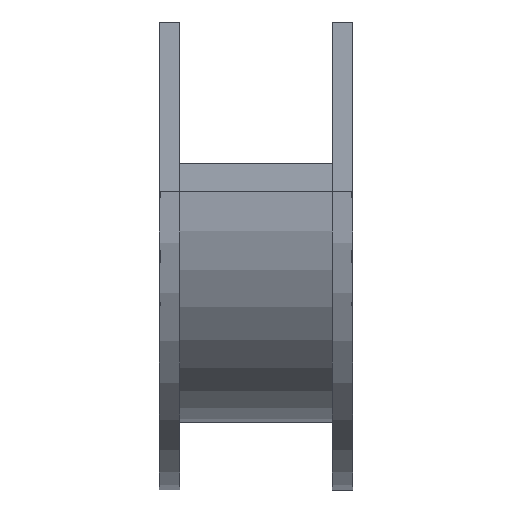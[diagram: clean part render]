
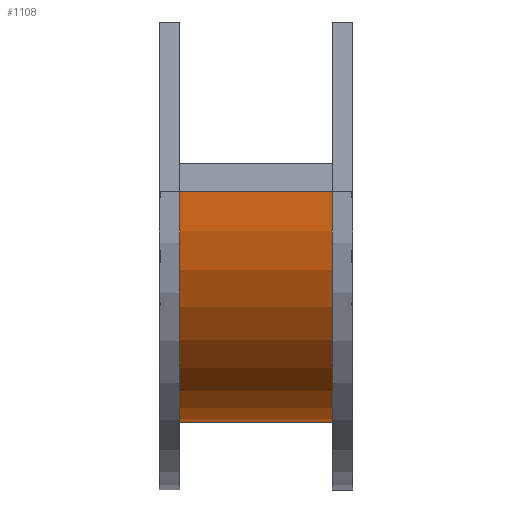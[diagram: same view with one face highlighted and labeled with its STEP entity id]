
A CAD part, front view. The second image highlights one B-rep face of the part: STEP entity #1108.
In plain terms, the highlighted cylindrical face has radius 122.75 mm (diameter 245.5 mm), a partial arc.
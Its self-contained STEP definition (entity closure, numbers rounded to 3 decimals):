
#122 = VERTEX_POINT ( 'NONE', #883 ) ;
#163 = CYLINDRICAL_SURFACE ( 'NONE', #1812, 122.75 ) ;
#173 = DIRECTION ( 'NONE',  ( -1., 0., 0. ) ) ;
#212 = DIRECTION ( 'NONE',  ( 0., 0., -1. ) ) ;
#332 = EDGE_CURVE ( 'NONE', #701, #747, #2116, .T. ) ;
#374 = DIRECTION ( 'NONE',  ( 0., 0., -1. ) ) ;
#411 = DIRECTION ( 'NONE',  ( 0., 0., -1. ) ) ;
#479 = CARTESIAN_POINT ( 'NONE',  ( -15., -1., 101.5 ) ) ;
#546 = FACE_OUTER_BOUND ( 'NONE', #1383, .T. ) ;
#571 = EDGE_CURVE ( 'NONE', #801, #122, #1413, .T. ) ;
#624 = CIRCLE ( 'NONE', #2135, 122.75 ) ;
#682 = CARTESIAN_POINT ( 'NONE',  ( -15., 121.75, 101.5 ) ) ;
#701 = VERTEX_POINT ( 'NONE', #928 ) ;
#747 = VERTEX_POINT ( 'NONE', #1325 ) ;
#801 = VERTEX_POINT ( 'NONE', #1510 ) ;
#883 = CARTESIAN_POINT ( 'NONE',  ( -15., -1., 0. ) ) ;
#928 = CARTESIAN_POINT ( 'NONE',  ( -137.75, 121.75, 101.5 ) ) ;
#939 = DIRECTION ( 'NONE',  ( 1., 0., 0. ) ) ;
#1061 = DIRECTION ( 'NONE',  ( 1., 0., 0. ) ) ;
#1108 = ADVANCED_FACE ( 'NONE', ( #546 ), #163, .T. ) ;
#1147 = EDGE_CURVE ( 'NONE', #122, #747, #624, .T. ) ;
#1182 = ORIENTED_EDGE ( 'NONE', *, *, #571, .F. ) ;
#1225 = DIRECTION ( 'NONE',  ( 0., 0., -1. ) ) ;
#1293 = CARTESIAN_POINT ( 'NONE',  ( -15., 121.75, 101.5 ) ) ;
#1325 = CARTESIAN_POINT ( 'NONE',  ( -137.75, 121.75, 0. ) ) ;
#1328 = CARTESIAN_POINT ( 'NONE',  ( -137.75, 121.75, 101.5 ) ) ;
#1383 = EDGE_LOOP ( 'NONE', ( #1491, #1182, #2313, #1989 ) ) ;
#1413 = LINE ( 'NONE', #479, #2209 ) ;
#1491 = ORIENTED_EDGE ( 'NONE', *, *, #1147, .F. ) ;
#1510 = CARTESIAN_POINT ( 'NONE',  ( -15., -1., 101.5 ) ) ;
#1553 = EDGE_CURVE ( 'NONE', #801, #701, #1620, .T. ) ;
#1620 = CIRCLE ( 'NONE', #1942, 122.75 ) ;
#1812 = AXIS2_PLACEMENT_3D ( 'NONE', #1293, #1877, #173 ) ;
#1877 = DIRECTION ( 'NONE',  ( 0., 0., -1. ) ) ;
#1942 = AXIS2_PLACEMENT_3D ( 'NONE', #682, #1225, #1061 ) ;
#1989 = ORIENTED_EDGE ( 'NONE', *, *, #332, .T. ) ;
#2041 = VECTOR ( 'NONE', #212, 1000. ) ;
#2116 = LINE ( 'NONE', #1328, #2041 ) ;
#2135 = AXIS2_PLACEMENT_3D ( 'NONE', #2454, #411, #939 ) ;
#2209 = VECTOR ( 'NONE', #374, 1000. ) ;
#2313 = ORIENTED_EDGE ( 'NONE', *, *, #1553, .T. ) ;
#2454 = CARTESIAN_POINT ( 'NONE',  ( -15., 121.75, 0. ) ) ;
